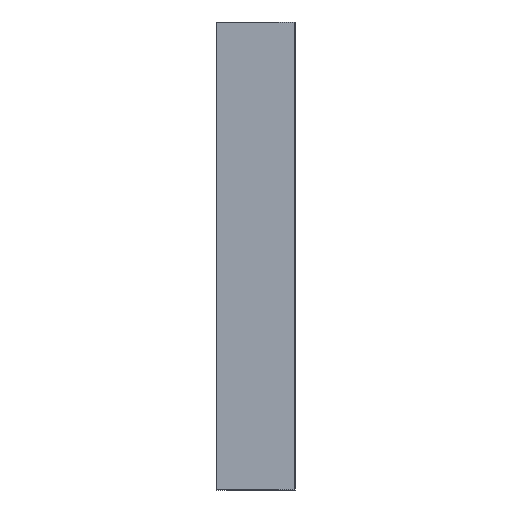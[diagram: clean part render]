
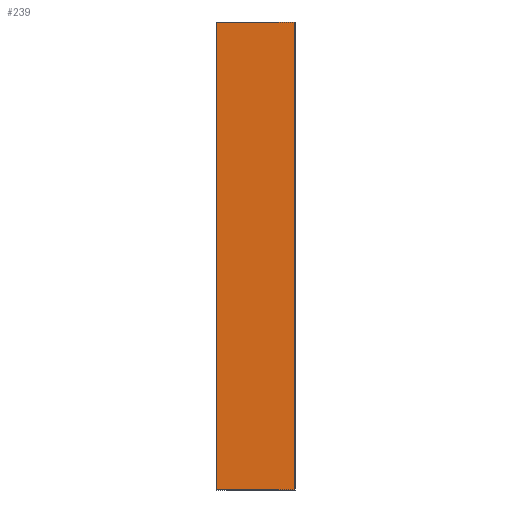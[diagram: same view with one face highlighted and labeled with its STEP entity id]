
A CAD part, left-side view. The second image highlights one B-rep face of the part: STEP entity #239.
In plain terms, the highlighted planar face has unit normal (-1, 0, 0).
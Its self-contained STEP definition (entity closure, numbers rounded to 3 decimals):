
#42 = EDGE_LOOP ( 'NONE', ( #1365, #1001, #998, #143 ) ) ;
#46 = EDGE_CURVE ( 'NONE', #889, #676, #211, .T. ) ;
#99 = DIRECTION ( 'NONE',  ( 0., 0., -1. ) ) ;
#143 = ORIENTED_EDGE ( 'NONE', *, *, #1242, .F. ) ;
#203 = DIRECTION ( 'NONE',  ( 0., -1., 0. ) ) ;
#211 = LINE ( 'NONE', #1556, #1177 ) ;
#239 = ADVANCED_FACE ( 'NONE', ( #1410 ), #438, .T. ) ;
#266 = DIRECTION ( 'NONE',  ( 0., 0., -1. ) ) ;
#308 = EDGE_CURVE ( 'NONE', #1475, #1524, #844, .T. ) ;
#392 = CARTESIAN_POINT ( 'NONE',  ( -232.5, -7.5, 8.35 ) ) ;
#438 = PLANE ( 'NONE',  #999 ) ;
#451 = DIRECTION ( 'NONE',  ( -1., 0., 0. ) ) ;
#467 = DIRECTION ( 'NONE',  ( 0., 1., 0. ) ) ;
#676 = VERTEX_POINT ( 'NONE', #1547 ) ;
#709 = LINE ( 'NONE', #963, #944 ) ;
#806 = DIRECTION ( 'NONE',  ( 0., 0., 1. ) ) ;
#844 = LINE ( 'NONE', #1112, #1224 ) ;
#877 = LINE ( 'NONE', #392, #888 ) ;
#888 = VECTOR ( 'NONE', #266, 1000. ) ;
#889 = VERTEX_POINT ( 'NONE', #1241 ) ;
#944 = VECTOR ( 'NONE', #99, 1000. ) ;
#963 = CARTESIAN_POINT ( 'NONE',  ( -232.5, 7.5, 8.35 ) ) ;
#998 = ORIENTED_EDGE ( 'NONE', *, *, #308, .F. ) ;
#999 = AXIS2_PLACEMENT_3D ( 'NONE', #1438, #451, #806 ) ;
#1001 = ORIENTED_EDGE ( 'NONE', *, *, #1569, .T. ) ;
#1103 = CARTESIAN_POINT ( 'NONE',  ( -232.5, -7.5, -82.5 ) ) ;
#1112 = CARTESIAN_POINT ( 'NONE',  ( -232.5, 7.5, -82.5 ) ) ;
#1177 = VECTOR ( 'NONE', #203, 1000. ) ;
#1224 = VECTOR ( 'NONE', #467, 1000. ) ;
#1241 = CARTESIAN_POINT ( 'NONE',  ( -232.5, 7.5, 7.5 ) ) ;
#1242 = EDGE_CURVE ( 'NONE', #676, #1475, #877, .T. ) ;
#1311 = CARTESIAN_POINT ( 'NONE',  ( -232.5, 7.5, -82.5 ) ) ;
#1365 = ORIENTED_EDGE ( 'NONE', *, *, #46, .F. ) ;
#1410 = FACE_OUTER_BOUND ( 'NONE', #42, .T. ) ;
#1438 = CARTESIAN_POINT ( 'NONE',  ( -232.5, 7.5, 8.35 ) ) ;
#1475 = VERTEX_POINT ( 'NONE', #1103 ) ;
#1524 = VERTEX_POINT ( 'NONE', #1311 ) ;
#1547 = CARTESIAN_POINT ( 'NONE',  ( -232.5, -7.5, 7.5 ) ) ;
#1556 = CARTESIAN_POINT ( 'NONE',  ( -232.5, 7.5, 7.5 ) ) ;
#1569 = EDGE_CURVE ( 'NONE', #889, #1524, #709, .T. ) ;
